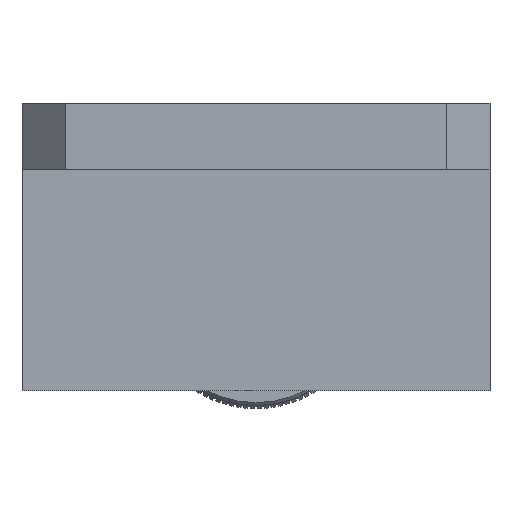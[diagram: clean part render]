
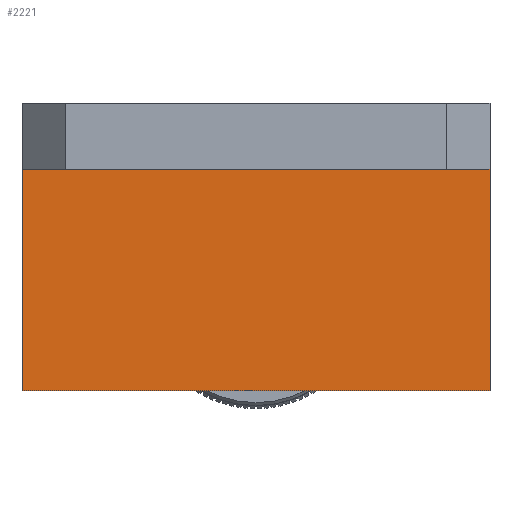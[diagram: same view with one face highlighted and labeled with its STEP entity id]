
A CAD part, front view. The second image highlights one B-rep face of the part: STEP entity #2221.
In plain terms, the highlighted planar face has unit normal (0, -1, 0).
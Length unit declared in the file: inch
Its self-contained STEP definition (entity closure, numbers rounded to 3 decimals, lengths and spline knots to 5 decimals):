
#65 = EDGE_LOOP ( 'NONE', ( #15541, #6487, #15228, #13695 ) ) ;
#139 = DIRECTION ( 'NONE',  ( 0., 0., 1. ) ) ;
#272 = CARTESIAN_POINT ( 'NONE',  ( -0.815, -0.375, -1. ) ) ;
#418 = LINE ( 'NONE', #16641, #9478 ) ;
#657 = AXIS2_PLACEMENT_3D ( 'NONE', #272, #13326, #3110 ) ;
#1699 = VECTOR ( 'NONE', #10688, 39.37008 ) ;
#1898 = DIRECTION ( 'NONE',  ( 1., 0., 0. ) ) ;
#1940 = LINE ( 'NONE', #13694, #16713 ) ;
#2221 = ADVANCED_FACE ( 'NONE', ( #7449 ), #14672, .T. ) ;
#2241 = CARTESIAN_POINT ( 'NONE',  ( 0.815, -0.375, -0.23 ) ) ;
#2858 = EDGE_CURVE ( 'NONE', #9817, #4056, #1940, .T. ) ;
#3110 = DIRECTION ( 'NONE',  ( 0., 0., -1. ) ) ;
#3244 = EDGE_CURVE ( 'NONE', #12703, #4056, #15306, .T. ) ;
#3440 = LINE ( 'NONE', #10581, #10773 ) ;
#4056 = VERTEX_POINT ( 'NONE', #17183 ) ;
#5989 = EDGE_CURVE ( 'NONE', #12703, #18152, #3440, .T. ) ;
#6487 = ORIENTED_EDGE ( 'NONE', *, *, #2858, .T. ) ;
#7343 = CARTESIAN_POINT ( 'NONE',  ( -0.815, -0.375, -1. ) ) ;
#7449 = FACE_OUTER_BOUND ( 'NONE', #65, .T. ) ;
#9478 = VECTOR ( 'NONE', #139, 39.37008 ) ;
#9817 = VERTEX_POINT ( 'NONE', #2241 ) ;
#10581 = CARTESIAN_POINT ( 'NONE',  ( -0.815, -0.375, -1. ) ) ;
#10688 = DIRECTION ( 'NONE',  ( 0., 0., 1. ) ) ;
#10773 = VECTOR ( 'NONE', #1898, 39.37008 ) ;
#10904 = DIRECTION ( 'NONE',  ( -1., 0., 0. ) ) ;
#12703 = VERTEX_POINT ( 'NONE', #7343 ) ;
#13326 = DIRECTION ( 'NONE',  ( 0., -1., 0. ) ) ;
#13694 = CARTESIAN_POINT ( 'NONE',  ( 0., -0.375, -0.23 ) ) ;
#13695 = ORIENTED_EDGE ( 'NONE', *, *, #5989, .T. ) ;
#14672 = PLANE ( 'NONE',  #657 ) ;
#15116 = CARTESIAN_POINT ( 'NONE',  ( -0.815, -0.375, -1. ) ) ;
#15228 = ORIENTED_EDGE ( 'NONE', *, *, #3244, .F. ) ;
#15306 = LINE ( 'NONE', #15116, #1699 ) ;
#15541 = ORIENTED_EDGE ( 'NONE', *, *, #18792, .T. ) ;
#16641 = CARTESIAN_POINT ( 'NONE',  ( 0.815, -0.375, -1. ) ) ;
#16713 = VECTOR ( 'NONE', #10904, 39.37008 ) ;
#17183 = CARTESIAN_POINT ( 'NONE',  ( -0.815, -0.375, -0.23 ) ) ;
#17995 = CARTESIAN_POINT ( 'NONE',  ( 0.815, -0.375, -1. ) ) ;
#18152 = VERTEX_POINT ( 'NONE', #17995 ) ;
#18792 = EDGE_CURVE ( 'NONE', #18152, #9817, #418, .T. ) ;
